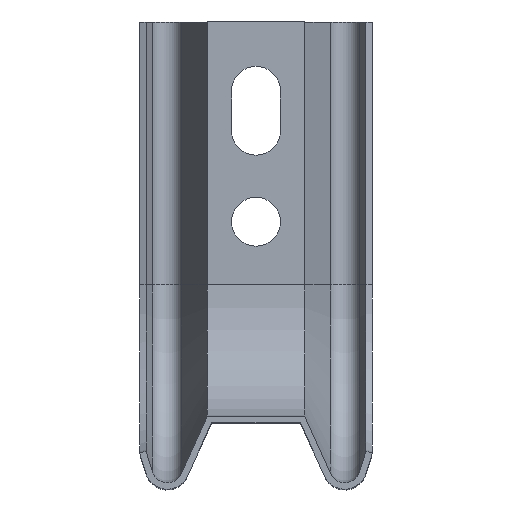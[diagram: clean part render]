
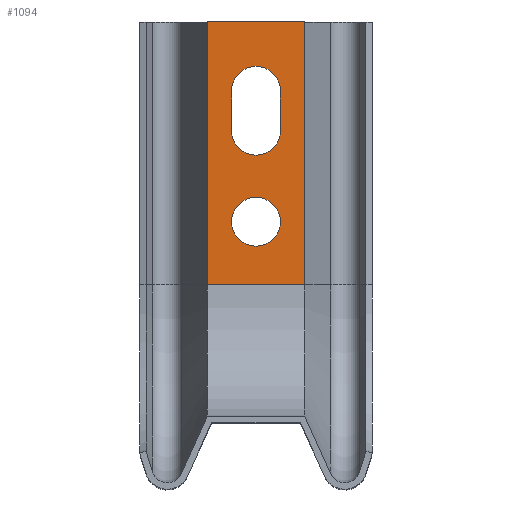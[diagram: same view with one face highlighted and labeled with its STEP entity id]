
A CAD part, top view. The second image highlights one B-rep face of the part: STEP entity #1094.
In plain terms, the highlighted planar face has unit normal (0, 0, 1).
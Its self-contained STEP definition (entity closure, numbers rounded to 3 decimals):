
#51=FACE_BOUND('',#181,.T.);
#52=FACE_BOUND('',#182,.T.);
#73=CIRCLE('',#1201,5.5);
#74=CIRCLE('',#1202,5.5);
#75=CIRCLE('',#1203,5.5);
#111=FACE_OUTER_BOUND('',#180,.T.);
#180=EDGE_LOOP('',(#765,#766,#767,#768));
#181=EDGE_LOOP('',(#769,#770,#771,#772));
#182=EDGE_LOOP('',(#773));
#278=LINE('',#1732,#383);
#279=LINE('',#1735,#384);
#280=LINE('',#1740,#385);
#281=LINE('',#1741,#386);
#282=LINE('',#1746,#387);
#283=LINE('',#1749,#388);
#383=VECTOR('',#1382,10.);
#384=VECTOR('',#1385,10.);
#385=VECTOR('',#1392,10.);
#386=VECTOR('',#1393,10.);
#387=VECTOR('',#1396,10.);
#388=VECTOR('',#1399,10.);
#494=VERTEX_POINT('',#1725);
#497=VERTEX_POINT('',#1730);
#498=VERTEX_POINT('',#1734);
#499=VERTEX_POINT('',#1739);
#500=VERTEX_POINT('',#1742);
#501=VERTEX_POINT('',#1743);
#502=VERTEX_POINT('',#1745);
#503=VERTEX_POINT('',#1747);
#504=VERTEX_POINT('',#1750);
#596=EDGE_CURVE('',#494,#497,#278,.T.);
#597=EDGE_CURVE('',#497,#498,#279,.T.);
#600=EDGE_CURVE('',#499,#498,#280,.T.);
#601=EDGE_CURVE('',#499,#494,#281,.T.);
#602=EDGE_CURVE('',#500,#501,#73,.T.);
#603=EDGE_CURVE('',#501,#502,#282,.T.);
#604=EDGE_CURVE('',#502,#503,#74,.T.);
#605=EDGE_CURVE('',#503,#500,#283,.T.);
#606=EDGE_CURVE('',#504,#504,#75,.T.);
#765=ORIENTED_EDGE('',*,*,#596,.T.);
#766=ORIENTED_EDGE('',*,*,#597,.T.);
#767=ORIENTED_EDGE('',*,*,#600,.F.);
#768=ORIENTED_EDGE('',*,*,#601,.T.);
#769=ORIENTED_EDGE('',*,*,#602,.T.);
#770=ORIENTED_EDGE('',*,*,#603,.T.);
#771=ORIENTED_EDGE('',*,*,#604,.T.);
#772=ORIENTED_EDGE('',*,*,#605,.T.);
#773=ORIENTED_EDGE('',*,*,#606,.T.);
#995=PLANE('',#1200);
#1094=ADVANCED_FACE('',(#111,#51,#52),#995,.T.);
#1200=AXIS2_PLACEMENT_3D('',#1738,#1390,#1391);
#1201=AXIS2_PLACEMENT_3D('',#1744,#1394,#1395);
#1202=AXIS2_PLACEMENT_3D('',#1748,#1397,#1398);
#1203=AXIS2_PLACEMENT_3D('',#1751,#1400,#1401);
#1382=DIRECTION('',(0.,-1.,0.));
#1385=DIRECTION('',(1.,0.,0.));
#1390=DIRECTION('center_axis',(0.,0.,1.));
#1391=DIRECTION('ref_axis',(-1.,0.,0.));
#1392=DIRECTION('',(0.,-1.,0.));
#1393=DIRECTION('',(-1.,0.,0.));
#1394=DIRECTION('center_axis',(0.,0.,-1.));
#1395=DIRECTION('ref_axis',(-1.,0.,0.));
#1396=DIRECTION('',(0.,-1.,0.));
#1397=DIRECTION('center_axis',(0.,0.,-1.));
#1398=DIRECTION('ref_axis',(1.,0.,0.));
#1399=DIRECTION('',(0.,1.,0.));
#1400=DIRECTION('center_axis',(0.,0.,-1.));
#1401=DIRECTION('ref_axis',(-1.,0.,0.));
#1725=CARTESIAN_POINT('',(-10.97,90.49,76.2));
#1730=CARTESIAN_POINT('',(-10.97,31.3,76.2));
#1732=CARTESIAN_POINT('',(-10.97,90.49,76.2));
#1734=CARTESIAN_POINT('',(10.97,31.3,76.2));
#1735=CARTESIAN_POINT('',(4.355,31.3,76.2));
#1738=CARTESIAN_POINT('Origin',(8.71,90.49,76.2));
#1739=CARTESIAN_POINT('',(10.97,90.49,76.2));
#1740=CARTESIAN_POINT('',(10.97,90.49,76.2));
#1741=CARTESIAN_POINT('',(8.71,90.49,76.2));
#1742=CARTESIAN_POINT('',(-5.5,74.99,76.2));
#1743=CARTESIAN_POINT('',(5.5,74.99,76.2));
#1744=CARTESIAN_POINT('Origin',(0.,74.99,76.2));
#1745=CARTESIAN_POINT('',(5.5,65.99,76.2));
#1746=CARTESIAN_POINT('',(5.5,82.74,76.2));
#1747=CARTESIAN_POINT('',(-5.5,65.99,76.2));
#1748=CARTESIAN_POINT('Origin',(0.,65.99,76.2));
#1749=CARTESIAN_POINT('',(-5.5,78.24,76.2));
#1750=CARTESIAN_POINT('',(5.5,45.49,76.2));
#1751=CARTESIAN_POINT('Origin',(0.,45.49,76.2));
